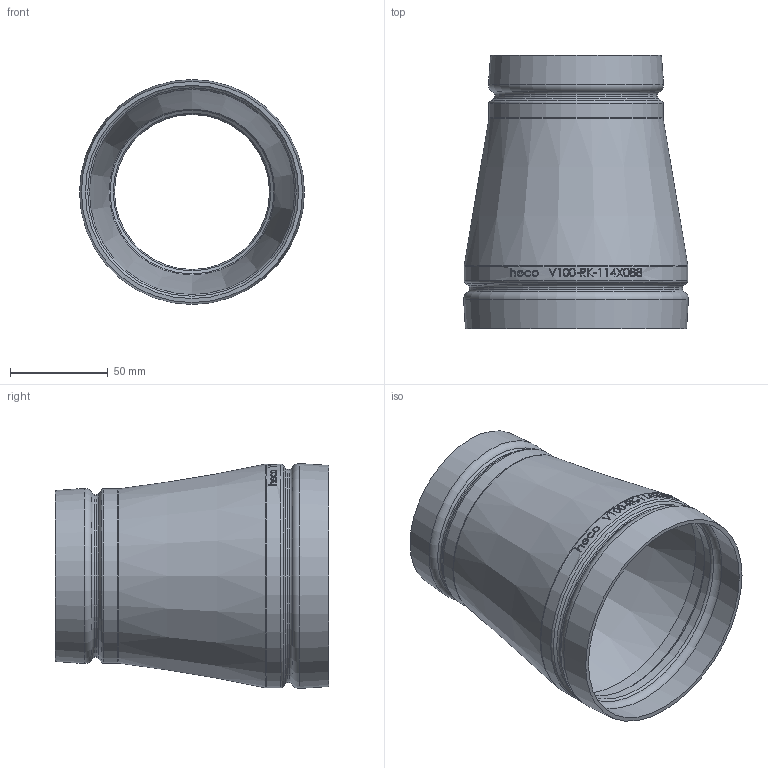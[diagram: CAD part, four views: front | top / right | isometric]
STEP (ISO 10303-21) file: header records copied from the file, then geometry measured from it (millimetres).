
FILE_DESCRIPTION (( 'STEP AP214' ), '1' );
FILE_NAME ('V100-RK-114X088-x Typ E495 DN100x80 400x300 Ø114,3x88,9 1812.STEP', '2018-12-18T09:39:04', ( '' ), ( '' ), 'SwSTEP 2.0', 'SolidWorks 2016', '' );
FILE_SCHEMA (( 'AUTOMOTIVE_DESIGN' ));
Length unit declared in the file: inch
Products named in the file (1): V100-RK-114X088-x Typ E495 DN100x80 400x300 Ø114,3x88,9 1812
Bounding box: 114.86 x 139.7 x 114.86 mm (x, y, z)
Volume: 91776.9 mm3; surface area: 91762.7 mm2
Topology: 1 solids, 1 shells, 261 faces, 669 edges, 440 vertices
Faces by surface type: bspline 101, plane 95, cylinder 38, torus 17, cone 10
Full cylindrical faces by diameter (mm): 79.187 x1, 83.185 x1, 84.902 x1, 88.9 x1, 104.841 x1, 108.839 x1, 110.302 x1, 114.3 x1
Entity records: 15626 total; most frequent: CARTESIAN_POINT 7408, ORIENTED_EDGE 1238, DIRECTION 802, EDGE_CURVE 619, VERTEX_POINT 425, EDGE_LOOP 328, FACE_OUTER_BOUND 286, AXIS2_PLACEMENT_3D 278
